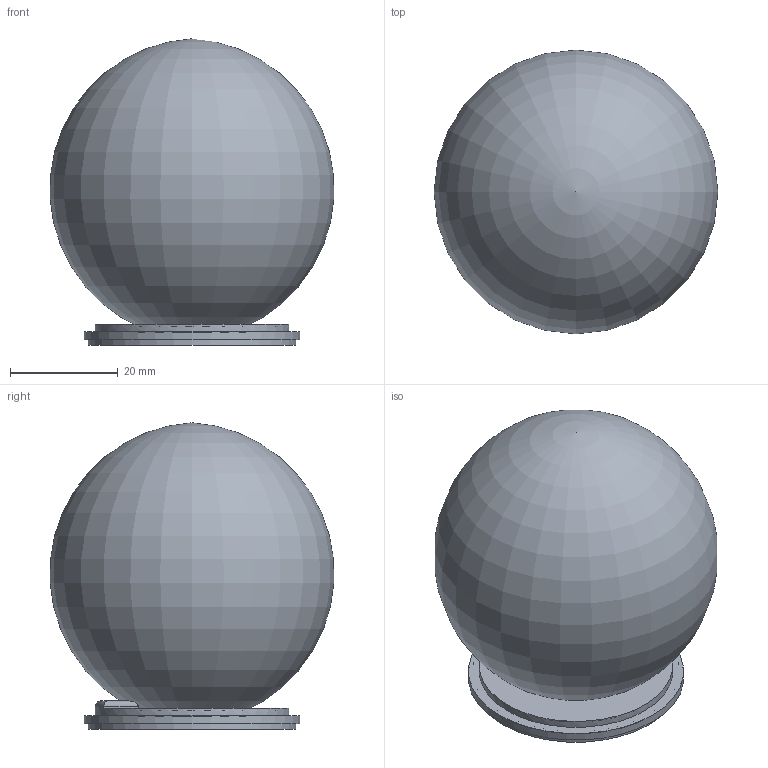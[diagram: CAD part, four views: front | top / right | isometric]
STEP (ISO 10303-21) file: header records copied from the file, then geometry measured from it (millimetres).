
FILE_DESCRIPTION(/* description */ ('Alibre Inc.'),/* implementation_level */ '2;1');
FILE_NAME(/* name */ 'export-FA249E87-C028-4420-9C20-931E21E920CD',/* time_stamp */ '2018-12-24T07:13:13-06:00',/* author */ (''),/* organization */ (''),/* preprocessor_version */ 'ST-DEVELOPER v17',/* originating_system */ 'Alibre',/* authorisation */ '');
FILE_SCHEMA (('AUTOMOTIVE_DESIGN'));
Length unit declared in the file: millimetre
Bounding box: 52.67 x 52.67 x 56.9 mm (x, y, z)
Volume: 77975 mm3; surface area: 14808.8 mm2
Topology: 1 solids, 2 shells, 33 faces, 64 edges, 42 vertices
Faces by surface type: plane 14, cylinder 13, torus 5, cone 1
Full cylindrical faces by diameter (mm): 15.8 x1, 16.2 x1, 35.5 x2, 35.6 x1, 36 x1, 38.5 x2, 39.6 x1, 40 x1
Entity records: 731 total; most frequent: CARTESIAN_POINT 158, DIRECTION 107, ORIENTED_EDGE 84, AXIS2_PLACEMENT_3D 57, FACE_BOUND 55, EDGE_LOOP 54, EDGE_CURVE 42, VERTEX_POINT 35
